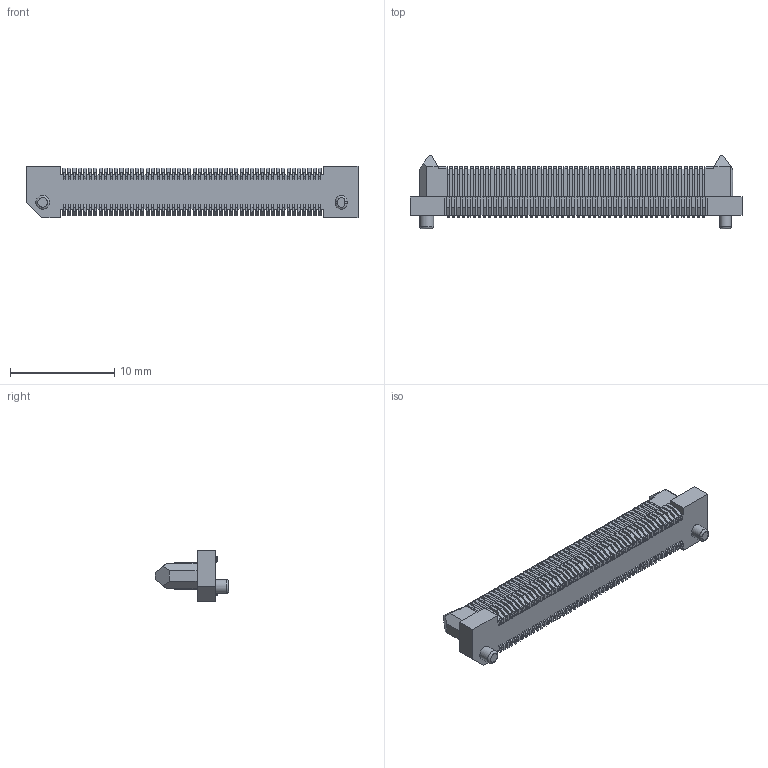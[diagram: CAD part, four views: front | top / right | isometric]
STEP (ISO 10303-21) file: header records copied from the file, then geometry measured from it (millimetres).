
FILE_DESCRIPTION(/* description */ ('STEP AP214'),/* implementation_level */ '2;1');
FILE_NAME(/* name */ 'ERM5-050-02.0-L-DV-TR',/* time_stamp */ '2023-05-17T10:11:46+02:00',/* author */ ('License CC BY-ND 4.0'),/* organization */ ('CADENAS'),/* preprocessor_version */ 'ST-DEVELOPER v19.3',/* originating_system */ 'PARTsolutions',/* authorisation */ ' ');
FILE_SCHEMA (('AUTOMOTIVE_DESIGN {1 0 10303 214 3 1 1}'));
Products named in the file (3): ERM5-050-02.0-L-DV-TR; T-1M59-050-02.0; ERM5-050-02.0-DV_header
Assembly tree (2 placements, depth 2):
  ERM5-050-02.0-L-DV-TR
    T-1M59-050-02.0
    ERM5-050-02.0-DV_header
Bounding box: 31.8 x 7.04 x 4.95 mm (x, y, z)
Volume: 411.4 mm3; surface area: 1838.9 mm2
Topology: 2 solids, 2 shells, 2454 faces, 7329 edges, 4882 vertices
Faces by surface type: plane 2142, cylinder 309, torus 3
Full cylindrical faces by diameter (mm): 1.32 x1
Entity records: 81397 total; most frequent: CARTESIAN_POINT 14664, ORIENTED_EDGE 14652, DIRECTION 12863, EDGE_CURVE 7326, LINE 6703, VECTOR 6703, VERTEX_POINT 4881, AXIS2_PLACEMENT_3D 3080
